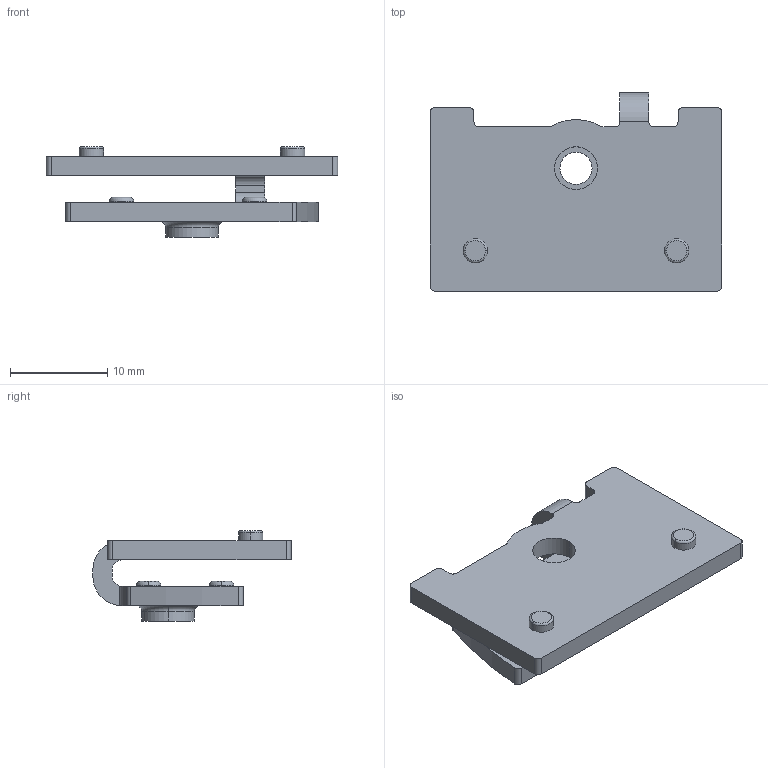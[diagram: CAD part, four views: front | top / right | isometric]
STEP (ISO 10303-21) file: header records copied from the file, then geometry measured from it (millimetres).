
FILE_DESCRIPTION (( 'STEP AP214' ), '1' );
FILE_NAME ('3011-208.STEP', '2024-09-06T11:44:05', ( '' ), ( '' ), 'SwSTEP 2.0', 'SolidWorks 2022', '' );
FILE_SCHEMA (( 'AUTOMOTIVE_DESIGN' ));
Length unit declared in the file: millimetre
Products named in the file (1): 3011-208
Bounding box: 30 x 20.4 x 9.3 mm (x, y, z)
Volume: 1669 mm3; surface area: 2137.5 mm2
Topology: 1 solids, 1 shells, 100 faces, 241 edges, 154 vertices
Faces by surface type: cylinder 55, plane 33, torus 12
Entity records: 3023 total; most frequent: DIRECTION 577, CARTESIAN_POINT 496, ORIENTED_EDGE 482, EDGE_CURVE 241, AXIS2_PLACEMENT_3D 235, VERTEX_POINT 154, CIRCLE 134, EDGE_LOOP 115
